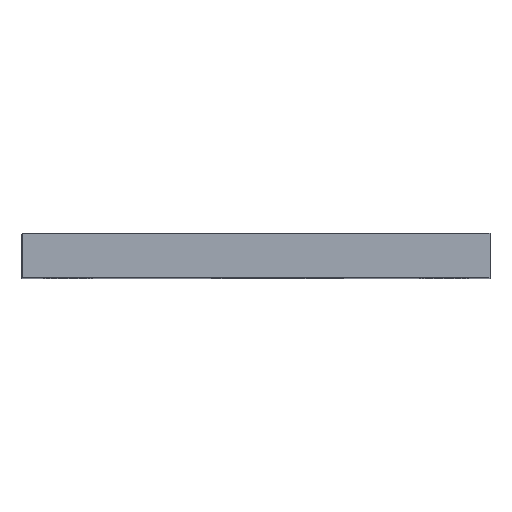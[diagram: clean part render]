
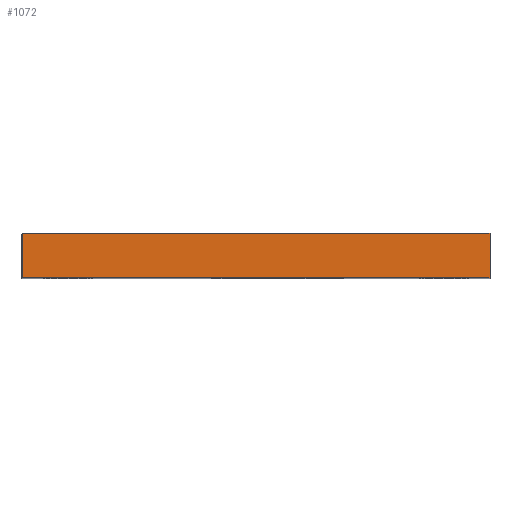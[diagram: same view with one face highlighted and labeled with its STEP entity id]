
A CAD part, top view. The second image highlights one B-rep face of the part: STEP entity #1072.
In plain terms, the highlighted planar face has unit normal (0, 0, 1).
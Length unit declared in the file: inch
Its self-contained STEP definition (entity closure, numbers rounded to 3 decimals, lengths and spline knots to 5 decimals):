
#10 = LINE ( 'NONE', #1203, #1102 ) ;
#209 = LINE ( 'NONE', #690, #1210 ) ;
#237 = ORIENTED_EDGE ( 'NONE', *, *, #289, .F. ) ;
#255 = CARTESIAN_POINT ( 'NONE',  ( -0.66, 0.125, 0.81 ) ) ;
#289 = EDGE_CURVE ( 'NONE', #1134, #449, #595, .T. ) ;
#318 = VERTEX_POINT ( 'NONE', #802 ) ;
#344 = CARTESIAN_POINT ( 'NONE',  ( 0.66, 0., 0.81 ) ) ;
#390 = ORIENTED_EDGE ( 'NONE', *, *, #985, .T. ) ;
#398 = VECTOR ( 'NONE', #994, 39.37008 ) ;
#428 = LINE ( 'NONE', #1194, #398 ) ;
#449 = VERTEX_POINT ( 'NONE', #885 ) ;
#517 = DIRECTION ( 'NONE',  ( 0., -1., 0. ) ) ;
#569 = VERTEX_POINT ( 'NONE', #344 ) ;
#592 = DIRECTION ( 'NONE',  ( 0., -1., 0. ) ) ;
#595 = LINE ( 'NONE', #746, #816 ) ;
#602 = DIRECTION ( 'NONE',  ( 1., 0., 0. ) ) ;
#609 = EDGE_CURVE ( 'NONE', #1134, #318, #10, .T. ) ;
#612 = AXIS2_PLACEMENT_3D ( 'NONE', #1217, #736, #1171 ) ;
#690 = CARTESIAN_POINT ( 'NONE',  ( 0.66, 0.125, 0.81 ) ) ;
#736 = DIRECTION ( 'NONE',  ( 0., 0., -1. ) ) ;
#746 = CARTESIAN_POINT ( 'NONE',  ( -0.66, 0.125, 0.81 ) ) ;
#802 = CARTESIAN_POINT ( 'NONE',  ( -0.66, 0., 0.81 ) ) ;
#816 = VECTOR ( 'NONE', #602, 39.37008 ) ;
#834 = PLANE ( 'NONE',  #612 ) ;
#885 = CARTESIAN_POINT ( 'NONE',  ( 0.66, 0.125, 0.81 ) ) ;
#985 = EDGE_CURVE ( 'NONE', #318, #569, #428, .T. ) ;
#994 = DIRECTION ( 'NONE',  ( 1., 0., 0. ) ) ;
#1039 = FACE_OUTER_BOUND ( 'NONE', #1063, .T. ) ;
#1063 = EDGE_LOOP ( 'NONE', ( #390, #1213, #237, #1158 ) ) ;
#1072 = ADVANCED_FACE ( 'NONE', ( #1039 ), #834, .F. ) ;
#1102 = VECTOR ( 'NONE', #517, 39.37008 ) ;
#1134 = VERTEX_POINT ( 'NONE', #255 ) ;
#1137 = EDGE_CURVE ( 'NONE', #449, #569, #209, .T. ) ;
#1158 = ORIENTED_EDGE ( 'NONE', *, *, #609, .T. ) ;
#1171 = DIRECTION ( 'NONE',  ( -1., 0., 0. ) ) ;
#1194 = CARTESIAN_POINT ( 'NONE',  ( -0.66, 0., 0.81 ) ) ;
#1203 = CARTESIAN_POINT ( 'NONE',  ( -0.66, 0.125, 0.81 ) ) ;
#1210 = VECTOR ( 'NONE', #592, 39.37008 ) ;
#1213 = ORIENTED_EDGE ( 'NONE', *, *, #1137, .F. ) ;
#1217 = CARTESIAN_POINT ( 'NONE',  ( -0.66, 0.125, 0.81 ) ) ;
